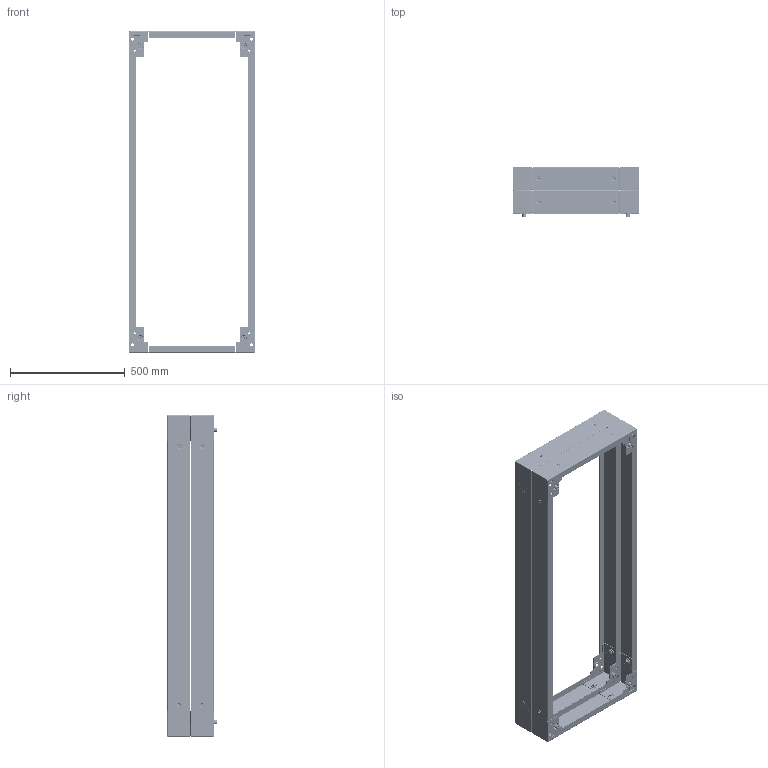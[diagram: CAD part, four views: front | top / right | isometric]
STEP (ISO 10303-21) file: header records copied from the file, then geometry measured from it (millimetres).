
FILE_DESCRIPTION (( 'STEP AP203' ), '1' );
FILE_NAME ('R5ZE1462.step', '2011-02-16T14:45:02', ( 'User' ), ( 'DKC' ), 'SwSTEP 2.0', 'SolidWorks 2010', '' );
FILE_SCHEMA (( 'CONFIG_CONTROL_DESIGN' ));
Length unit declared in the file: millimetre
Products named in the file (22): Profilo frontale per larghezza_600; Angolare per zoccolo altezza 100 (according to example)_QB08C043; Profilo frontale per larghezza_1400; Çåðêàëüíî îòðàçèòügabbia M8_Default; Çåðêàëüíî îòðàçèòüdado quadrato M8_Default; Çåðêàëüíî îòðàçèòüAssem gabbia+dado M87; Çåðêàëüíî îòðàçèòüAssem gabbia+dado M86; Sunk crew with recessed hexahedron M8 x 10_ISO 10642 - M8 x 16 --- 16S; Çåðêàëüíî îòðàçèòüAssem gabbia+dado M85; Çåðêàëüíî îòðàçèòüAssem gabbia+dado M84; Çåðêàëüíî îòðàçèòüAssem gabbia+dado M83; Çåðêàëüíî îòðàçèòüAssem gabbia+dado M82; gabbia M12_Default; Çåðêàëüíî îòðàçèòüAssem gabbia+dado M81; Çåðêàëüíî îòðàçèòüAssem gabbia+dado M8; gabbia M8_Default; dado quadrato M8_Default; Assem gabbia+dado M8; R5ZE1462; Capscrew with recessed hexahedron M12 x 20_ISO 4762 M12 x 20 --- 20S; Assem gabbia+dado M12; dado quadrato M12_Default
Assembly tree (84 placements, depth 3):
  R5ZE1462
    Assem gabbia+dado M8  x8
      dado quadrato M8_Default
      gabbia M8_Default
    Assem gabbia+dado M12  x8
      dado quadrato M12_Default
      gabbia M12_Default
    Angolare per zoccolo altezza 100 (according to example)_QB08C043  x8
    Profilo frontale per larghezza_1400  x4
    Çåðêàëüíî îòðàçèòüAssem gabbia+dado M84
      Çåðêàëüíî îòðàçèòüdado quadrato M8_Default
      Çåðêàëüíî îòðàçèòügabbia M8_Default
    Profilo frontale per larghezza_600  x4
    Capscrew with recessed hexahedron M12 x 20_ISO 4762 M12 x 20 --- 20S  x8
    Çåðêàëüíî îòðàçèòüAssem gabbia+dado M8
      Çåðêàëüíî îòðàçèòügabbia M8_Default
      Çåðêàëüíî îòðàçèòüdado quadrato M8_Default
    Sunk crew with recessed hexahedron M8 x 10_ISO 10642 - M8 x 16 --- 16S  x16
    Çåðêàëüíî îòðàçèòüAssem gabbia+dado M82
      Çåðêàëüíî îòðàçèòüdado quadrato M8_Default
      Çåðêàëüíî îòðàçèòügabbia M8_Default
    Çåðêàëüíî îòðàçèòüAssem gabbia+dado M81
      Çåðêàëüíî îòðàçèòüdado quadrato M8_Default
      Çåðêàëüíî îòðàçèòügabbia M8_Default
    Çåðêàëüíî îòðàçèòüAssem gabbia+dado M85
      Çåðêàëüíî îòðàçèòüdado quadrato M8_Default
      Çåðêàëüíî îòðàçèòügabbia M8_Default
    Çåðêàëüíî îòðàçèòüAssem gabbia+dado M87
      Çåðêàëüíî îòðàçèòügabbia M8_Default
      Çåðêàëüíî îòðàçèòüdado quadrato M8_Default
    Çåðêàëüíî îòðàçèòüAssem gabbia+dado M86
      Çåðêàëüíî îòðàçèòüdado quadrato M8_Default
      Çåðêàëüíî îòðàçèòügabbia M8_Default
    Çåðêàëüíî îòðàçèòüAssem gabbia+dado M83
      Çåðêàëüíî îòðàçèòüdado quadrato M8_Default
      Çåðêàëüíî îòðàçèòügabbia M8_Default
Bounding box: 550.14 x 215.5 x 1400.14 mm (x, y, z)
Volume: 2760831.7 mm3; surface area: 2816687.3 mm2
Topology: 88 solids, 88 shells, 7816 faces, 18640 edges, 11064 vertices
Faces by surface type: plane 4328, cylinder 1808, cone 1296, torus 224, bspline 160
Entity records: 31904 total; most frequent: CARTESIAN_POINT 5728, DIRECTION 4766, ORIENTED_EDGE 4508, EDGE_CURVE 2254, AXIS2_PLACEMENT_3D 1670, LINE 1426, VECTOR 1426, VERTEX_POINT 1336
